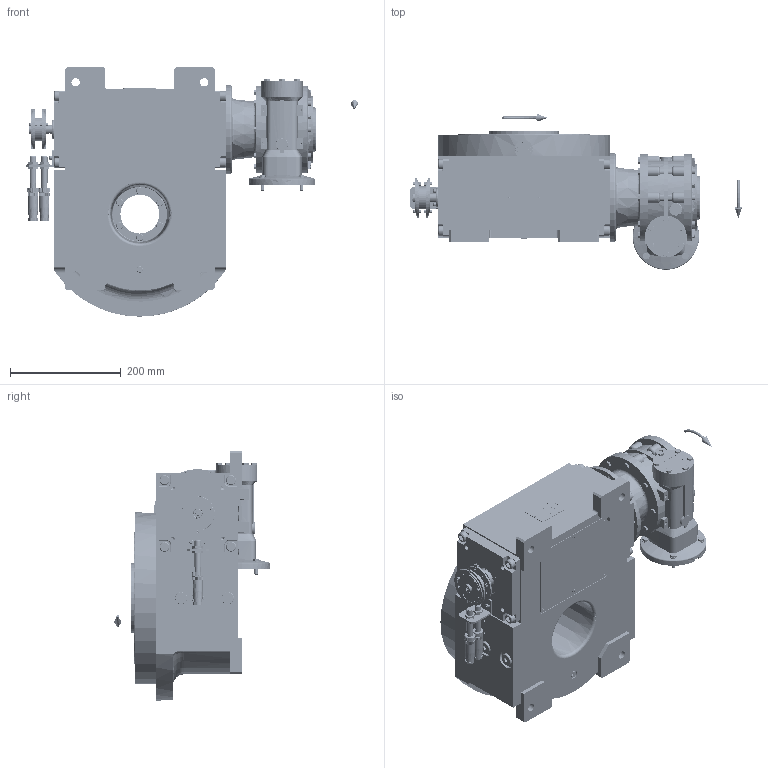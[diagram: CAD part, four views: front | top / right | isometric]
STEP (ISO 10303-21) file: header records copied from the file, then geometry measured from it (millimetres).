
FILE_DESCRIPTION (( 'STEP AP203' ), '1' );
FILE_NAME ('PC5201543.step', '2025-10-03T08:33:54', ( '' ), ( '' ), 'SwSTEP 2.0', 'SolidWorks 2020', '' );
FILE_SCHEMA (( 'CONFIG_CONTROL_DESIGN' ));
Length unit declared in the file: millimetre
Products named in the file (94): cfn2115_02_057; PC5201543; AS_rig09_016; cfn2205_01_015; rig09_003_8; rig09_004; cfn2000_01_126; 900_38_30_003; cfn2000_01_099; AS_rig09_017; cfn2000_01_081; RIG09_005_ASM.stp; cfn2104_01_018; cfn2401_02_005; cfn2128_19_002; cfn2070_05_009; cfn2276_01_056; CFN2104_02_018.stp; rig09_002_s_003; rig09_016; cfn2000_01_161; AS_900_38_30_003; CFN2000_01_185.stp; cfn2003_01_054; cfn2476_01_002_60x46; AS_rig09_004; cfn2055_01_002; cfn2107_01_001; olio_agip_blasia_150; rig09_017; AS_cfn2400_04_024; cfn2151_01_115; freccia_angolare_albero; cfn2115_02_160; rig09_071_8_m.stp; cfn2151_01_167; AS_rig09_071_8_m; RMI70_F3_SX_80B14; RIG09_021_AF0.stp; cfn2155_01_196 ...
Assembly tree (86 placements, depth 5):
  cfn2115_02_057
  PC5201543
    rig09_001_a
    AS_cfn2476_01_002_60x46
      cfn2476_01_002_60x46
      cfn2107_01_001
      cfn2107_01_001
    AS_rig09_071_8_m
      rig09_071_8_m.stp
        RIG09_005_ASM.stp
          RIG09_005_AF0.stp
          RIG09_021_AF0.stp
          CFN2000_01_185.stp
          CFN2000_01_185.stp
          CFN2104_02_018.stp
        CFN2155_01_195.stp
        CFN2010_02_002.stp
      rig09_003_8
      cfn2000_01_099
      cfn2000_01_099
      cfn2000_01_099
      cfn2000_01_099
      cfn2000_01_099
      cfn2000_01_099
      cfn2000_01_099
      cfn2000_01_099
      cfn2104_01_018  x2
    AS_rig09_017
      rig09_017
      cfn2000_01_126
      cfn2000_01_126
      cfn2000_01_126
      cfn2000_01_126
      cfn2000_01_126
      cfn2000_01_126
      cfn2155_01_196
    AS_rig09_004
      rig09_004
      cfn2000_01_081
      cfn2155_01_095
      cfn2070_05_009
      cfn2000_01_081
      cfn2000_01_081
      cfn2000_01_081
    AS_rig09_004
      rig09_004
      cfn2000_01_081
      cfn2155_01_095
      cfn2070_05_009
      cfn2000_01_081
      cfn2000_01_081
      cfn2000_01_081
    AS_rig09_002_s_003
      rig09_002_s_003
      cfn2115_02_160
    cfn2128_04_002  x3
    cfn2128_19_002
    AS_rig09_016
      rig09_016
      cfn2003_01_054
Bounding box: 599.5 x 281 x 450 mm (x, y, z)
Volume: 6579816.1 mm3; surface area: 1621015 mm2
Topology: 74 solids, 74 shells, 5974 faces, 15120 edges, 9555 vertices
Faces by surface type: plane 2819, cylinder 1873, cone 1022, torus 246, bspline 10, sphere 4
Entity records: 173621 total; most frequent: CARTESIAN_POINT 47928, ORIENTED_EDGE 24242, DIRECTION 24171, EDGE_CURVE 12121, AXIS2_PLACEMENT_3D 8942, VERTEX_POINT 7726, LINE 6287, VECTOR 6287
